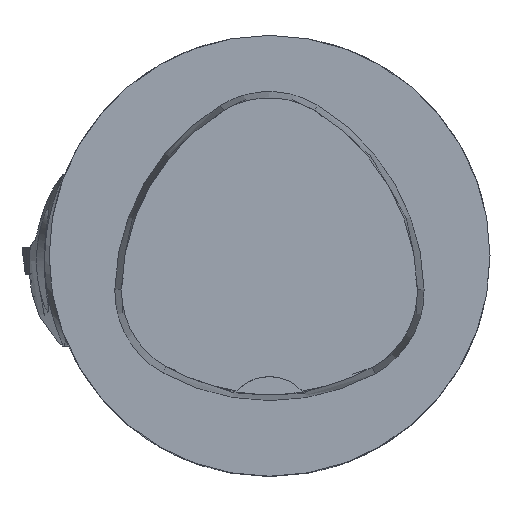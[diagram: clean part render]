
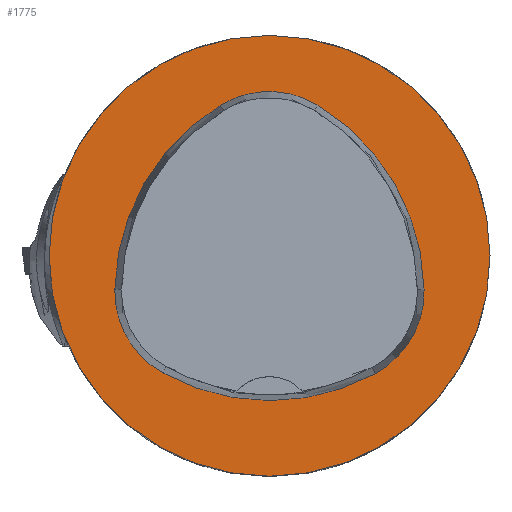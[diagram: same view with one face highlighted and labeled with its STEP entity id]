
A CAD part, top view. The second image highlights one B-rep face of the part: STEP entity #1775.
In plain terms, the highlighted planar face has unit normal (0, 0, 1).
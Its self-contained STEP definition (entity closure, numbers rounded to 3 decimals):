
#170=PLANE('',#7817);
#1637=FACE_BOUND('',#2617,.T.);
#1638=FACE_BOUND('',#2618,.T.);
#1775=ADVANCED_FACE('',(#1637,#1638),#170,.T.);
#2617=EDGE_LOOP('',(#3438,#3439,#3440,#3441,#3442,#3443));
#2618=EDGE_LOOP('',(#3444));
#3104=CIRCLE('',#7794,20.);
#3106=CIRCLE('',#7797,8.5);
#3108=CIRCLE('',#7800,20.);
#3110=CIRCLE('',#7803,8.5);
#3114=CIRCLE('',#7808,20.);
#3116=CIRCLE('',#7811,8.5);
#3119=CIRCLE('',#7816,20.);
#3438=ORIENTED_EDGE('',*,*,#6358,.T.);
#3439=ORIENTED_EDGE('',*,*,#6338,.T.);
#3440=ORIENTED_EDGE('',*,*,#6342,.T.);
#3441=ORIENTED_EDGE('',*,*,#6345,.T.);
#3442=ORIENTED_EDGE('',*,*,#6348,.T.);
#3443=ORIENTED_EDGE('',*,*,#6356,.T.);
#3444=ORIENTED_EDGE('',*,*,#6361,.F.);
#5593=VERTEX_POINT('',#11178);
#5594=VERTEX_POINT('',#11179);
#5597=VERTEX_POINT('',#11187);
#5599=VERTEX_POINT('',#11193);
#5601=VERTEX_POINT('',#11199);
#5608=VERTEX_POINT('',#11220);
#5609=VERTEX_POINT('',#11230);
#6338=EDGE_CURVE('',#5593,#5594,#3104,.T.);
#6342=EDGE_CURVE('',#5594,#5597,#3106,.T.);
#6345=EDGE_CURVE('',#5597,#5599,#3108,.T.);
#6348=EDGE_CURVE('',#5599,#5601,#3110,.T.);
#6356=EDGE_CURVE('',#5601,#5608,#3114,.T.);
#6358=EDGE_CURVE('',#5608,#5593,#3116,.T.);
#6361=EDGE_CURVE('',#5609,#5609,#3119,.T.);
#7794=AXIS2_PLACEMENT_3D('',#11177,#8633,#8634);
#7797=AXIS2_PLACEMENT_3D('',#11186,#8641,#8642);
#7800=AXIS2_PLACEMENT_3D('',#11192,#8648,#8649);
#7803=AXIS2_PLACEMENT_3D('',#11198,#8655,#8656);
#7808=AXIS2_PLACEMENT_3D('',#11221,#8667,#8668);
#7811=AXIS2_PLACEMENT_3D('',#11224,#8673,#8674);
#7816=AXIS2_PLACEMENT_3D('',#11229,#8683,#8684);
#7817=AXIS2_PLACEMENT_3D('',#11231,#8685,#8686);
#8633=DIRECTION('',(0.,0.,-1.));
#8634=DIRECTION('',(-1.,0.,0.));
#8641=DIRECTION('',(0.,0.,-1.));
#8642=DIRECTION('',(-1.,0.,0.));
#8648=DIRECTION('',(0.,0.,-1.));
#8649=DIRECTION('',(-1.,0.,0.));
#8655=DIRECTION('',(0.,0.,-1.));
#8656=DIRECTION('',(-1.,0.,0.));
#8667=DIRECTION('',(0.,0.,-1.));
#8668=DIRECTION('',(-1.,0.,0.));
#8673=DIRECTION('',(0.,0.,-1.));
#8674=DIRECTION('',(-1.,0.,0.));
#8683=DIRECTION('',(0.,0.,-1.));
#8684=DIRECTION('',(-1.,0.,0.));
#8685=DIRECTION('',(0.,0.,1.));
#8686=DIRECTION('',(1.,0.,0.));
#11177=CARTESIAN_POINT('',(5.955,-3.414,0.));
#11178=CARTESIAN_POINT('',(-14.041,-3.042,0.));
#11179=CARTESIAN_POINT('',(-4.472,13.653,0.));
#11186=CARTESIAN_POINT('',(-0.04,6.4,0.));
#11187=CARTESIAN_POINT('',(4.347,13.68,0.));
#11192=CARTESIAN_POINT('',(-5.976,-3.45,0.));
#11193=CARTESIAN_POINT('',(14.021,-3.075,0.));
#11198=CARTESIAN_POINT('',(5.522,-3.235,0.));
#11199=CARTESIAN_POINT('',(9.588,-10.699,0.));
#11220=CARTESIAN_POINT('',(-9.655,-10.639,0.));
#11221=CARTESIAN_POINT('',(0.022,6.864,0.));
#11224=CARTESIAN_POINT('',(-5.543,-3.2,0.));
#11229=CARTESIAN_POINT('',(0.,0.,0.));
#11230=CARTESIAN_POINT('',(-20.,0.,0.));
#11231=CARTESIAN_POINT('',(0.,0.,0.));
